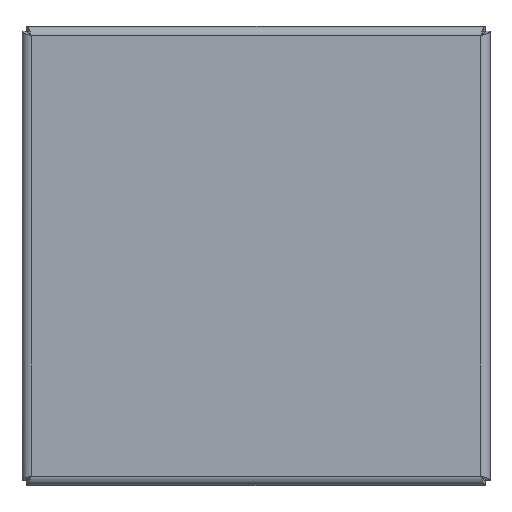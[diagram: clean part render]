
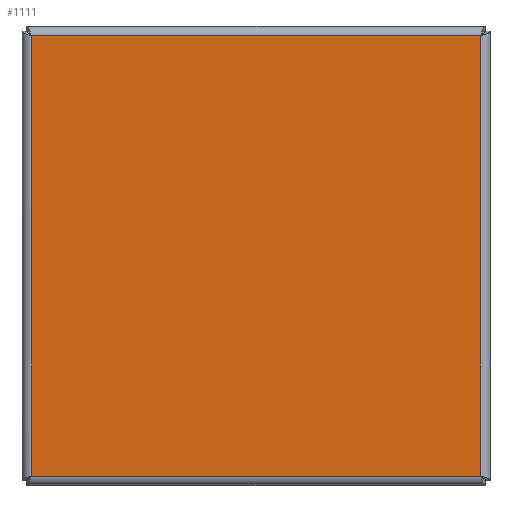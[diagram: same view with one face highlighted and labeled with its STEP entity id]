
A CAD part, top view. The second image highlights one B-rep face of the part: STEP entity #1111.
In plain terms, the highlighted planar face has unit normal (0, 0, 1).
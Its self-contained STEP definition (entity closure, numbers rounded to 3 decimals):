
#134=FACE_OUTER_BOUND('',#198,.T.);
#198=EDGE_LOOP('',(#853,#854,#855,#856));
#265=LINE('',#1734,#369);
#277=LINE('',#1771,#381);
#280=LINE('',#1798,#384);
#292=LINE('',#1891,#396);
#369=VECTOR('',#1286,10.);
#381=VECTOR('',#1306,10.);
#384=VECTOR('',#1313,10.);
#396=VECTOR('',#1337,10.);
#468=VERTEX_POINT('',#1639);
#469=VERTEX_POINT('',#1668);
#474=VERTEX_POINT('',#1726);
#485=VERTEX_POINT('',#1797);
#573=EDGE_CURVE('',#468,#474,#265,.T.);
#587=EDGE_CURVE('',#469,#468,#277,.T.);
#590=EDGE_CURVE('',#485,#469,#280,.T.);
#607=EDGE_CURVE('',#474,#485,#292,.T.);
#853=ORIENTED_EDGE('',*,*,#587,.T.);
#854=ORIENTED_EDGE('',*,*,#573,.T.);
#855=ORIENTED_EDGE('',*,*,#607,.T.);
#856=ORIENTED_EDGE('',*,*,#590,.T.);
#998=PLANE('',#1187);
#1111=ADVANCED_FACE('',(#134),#998,.F.);
#1187=AXIS2_PLACEMENT_3D('',#1988,#1375,#1376);
#1286=DIRECTION('',(0.,1.,0.));
#1306=DIRECTION('',(1.,0.,0.));
#1313=DIRECTION('',(0.,-1.,0.));
#1337=DIRECTION('',(-1.,0.,0.));
#1375=DIRECTION('center_axis',(0.,0.,
-1.));
#1376=DIRECTION('ref_axis',(1.,0.,0.));
#1639=CARTESIAN_POINT('',(98.,-96.,55.));
#1668=CARTESIAN_POINT('',(-98.,-96.,55.));
#1726=CARTESIAN_POINT('',(98.,96.,55.));
#1734=CARTESIAN_POINT('',(98.,-49.,55.));
#1771=CARTESIAN_POINT('',(-49.,-96.,55.));
#1797=CARTESIAN_POINT('',(-98.,96.,55.));
#1798=CARTESIAN_POINT('',(-98.,48.,55.));
#1891=CARTESIAN_POINT('',(49.,96.,55.));
#1988=CARTESIAN_POINT('Origin',(0.,0.,
55.));
